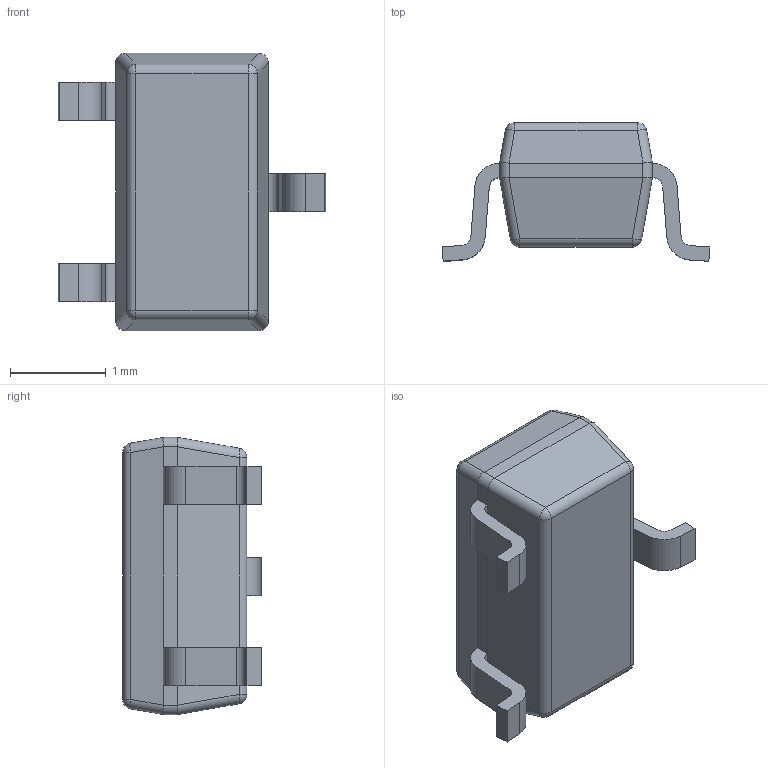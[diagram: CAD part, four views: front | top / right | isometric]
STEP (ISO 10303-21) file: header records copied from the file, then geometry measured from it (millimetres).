
FILE_DESCRIPTION (( 'STEP AP214' ), '1' );
FILE_NAME ('SOT23_3.STEP', '2021-04-04T21:26:29', ( '' ), ( '' ), 'SwSTEP 2.0', 'SolidWorks 2020', '' );
FILE_SCHEMA (( 'AUTOMOTIVE_DESIGN' ));
Length unit declared in the file: millimetre
Products named in the file (1): SOT23_3
Bounding box: 2.8 x 1.45 x 2.9 mm (x, y, z)
Volume: 5.7 mm3; surface area: 23.1 mm2
Topology: 5 solids, 5 shells, 85 faces, 198 edges, 124 vertices
Faces by surface type: plane 41, cylinder 36, sphere 8
Entity records: 2466 total; most frequent: CARTESIAN_POINT 480, DIRECTION 402, ORIENTED_EDGE 396, EDGE_CURVE 198, AXIS2_PLACEMENT_3D 142, VERTEX_POINT 124, VECTOR 118, LINE 118
